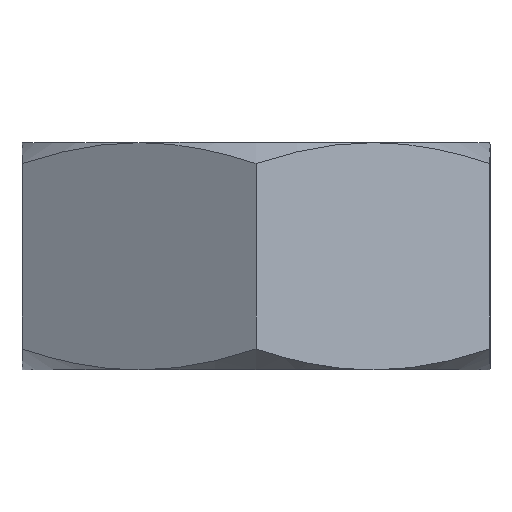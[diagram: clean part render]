
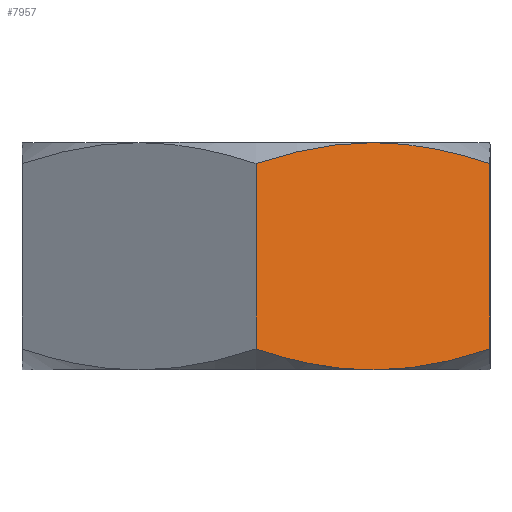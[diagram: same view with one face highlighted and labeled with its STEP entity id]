
A CAD part, front view. The second image highlights one B-rep face of the part: STEP entity #7957.
In plain terms, the highlighted planar face has unit normal (0.5, -0.866, 0).
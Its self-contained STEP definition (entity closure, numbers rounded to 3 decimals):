
#75 = CARTESIAN_POINT ( 'NONE',  ( 35., -20.207, 30.874 ) ) ;
#172 = CARTESIAN_POINT ( 'NONE',  ( 0., -40.415, 30.874 ) ) ;
#247 = CARTESIAN_POINT ( 'NONE',  ( 17.5, -30.311, 0. ) ) ;
#255 = CARTESIAN_POINT ( 'NONE',  ( 0., -40.415, 3.126 ) ) ;
#274 = CARTESIAN_POINT ( 'NONE',  ( 35., -20.207, 3.126 ) ) ;
#1605 = LINE ( 'NONE', #8943, #1606 ) ;
#1606 = VECTOR ( 'NONE', #8934, 1000. ) ;
#2241 = PLANE ( 'NONE',  #11457 ) ;
#2243 = CARTESIAN_POINT ( 'NONE',  ( 0., -40.415, 0. ) ) ;
#2244 = DIRECTION ( 'NONE',  ( 0.5, -0.866, 0. ) ) ;
#2246 = DIRECTION ( 'NONE',  ( 0.866, 0.5, 0. ) ) ;
#2706 = ORIENTED_EDGE ( 'NONE', *, *, #5839, .T. ) ;
#2776 = EDGE_LOOP ( 'NONE', ( #2706, #3084, #2929, #2936, #3050, #2925 ) ) ;
#2925 = ORIENTED_EDGE ( 'NONE', *, *, #5683, .T. ) ;
#2929 = ORIENTED_EDGE ( 'NONE', *, *, #5615, .F. ) ;
#2936 = ORIENTED_EDGE ( 'NONE', *, *, #5661, .T. ) ;
#3050 = ORIENTED_EDGE ( 'NONE', *, *, #5742, .T. ) ;
#3084 = ORIENTED_EDGE ( 'NONE', *, *, #5672, .T. ) ;
#5033 = VERTEX_POINT ( 'NONE', #8825 ) ;
#5615 = EDGE_CURVE ( 'NONE', #9652, #9495, #5946, .T. ) ;
#5661 = EDGE_CURVE ( 'NONE', #9652, #9642, #13800, .T. ) ;
#5672 = EDGE_CURVE ( 'NONE', #5033, #9495, #14044, .T. ) ;
#5683 = EDGE_CURVE ( 'NONE', #9693, #9366, #1605, .T. ) ;
#5742 = EDGE_CURVE ( 'NONE', #9642, #9693, #13861, .T. ) ;
#5839 = EDGE_CURVE ( 'NONE', #9366, #5033, #14099, .T. ) ;
#5946 = LINE ( 'NONE', #10783, #5947 ) ;
#5947 = VECTOR ( 'NONE', #10785, 1000. ) ;
#7547 = CARTESIAN_POINT ( 'NONE',  ( 17.5, -30.311, 0. ) ) ;
#7563 = CARTESIAN_POINT ( 'NONE',  ( 25.622, -25.622, 0. ) ) ;
#7579 = CARTESIAN_POINT ( 'NONE',  ( 35., -20.207, 3.126 ) ) ;
#7957 = ADVANCED_FACE ( 'NONE', ( #8496 ), #2241, .T. ) ;
#8496 = FACE_OUTER_BOUND ( 'NONE', #2776, .T. ) ;
#8825 = CARTESIAN_POINT ( 'NONE',  ( 17.5, -30.311, 34. ) ) ;
#8934 = DIRECTION ( 'NONE',  ( 0., 0., 1. ) ) ;
#8943 = CARTESIAN_POINT ( 'NONE',  ( 35., -20.207, 0. ) ) ;
#9026 = CARTESIAN_POINT ( 'NONE',  ( 17.5, -30.311, 34. ) ) ;
#9027 = CARTESIAN_POINT ( 'NONE',  ( 9.378, -35., 34. ) ) ;
#9028 = CARTESIAN_POINT ( 'NONE',  ( 0., -40.415, 30.874 ) ) ;
#9366 = VERTEX_POINT ( 'NONE', #75 ) ;
#9495 = VERTEX_POINT ( 'NONE', #172 ) ;
#9642 = VERTEX_POINT ( 'NONE', #247 ) ;
#9652 = VERTEX_POINT ( 'NONE', #255 ) ;
#9693 = VERTEX_POINT ( 'NONE', #274 ) ;
#10585 = CARTESIAN_POINT ( 'NONE',  ( 17.5, -30.311, 0. ) ) ;
#10612 = CARTESIAN_POINT ( 'NONE',  ( 9.378, -35., 0. ) ) ;
#10783 = CARTESIAN_POINT ( 'NONE',  ( 0., -40.415, 0. ) ) ;
#10785 = DIRECTION ( 'NONE',  ( 0., 0., 1. ) ) ;
#10834 = CARTESIAN_POINT ( 'NONE',  ( 0., -40.415, 3.126 ) ) ;
#11125 = CARTESIAN_POINT ( 'NONE',  ( 17.5, -30.311, 34. ) ) ;
#11126 = CARTESIAN_POINT ( 'NONE',  ( 25.622, -25.622, 34. ) ) ;
#11127 = CARTESIAN_POINT ( 'NONE',  ( 35., -20.207, 30.874 ) ) ;
#11457 = AXIS2_PLACEMENT_3D ( 'NONE', #2243, #2244, #2246 ) ;
#13800 =( BOUNDED_CURVE ( )  B_SPLINE_CURVE ( 2, ( #10834, #10612, #10585 ),
 .UNSPECIFIED., .F., .F. ) 
 B_SPLINE_CURVE_WITH_KNOTS ( ( 3, 3 ),
 ( 1.739, 4.063 ),
 .UNSPECIFIED. ) 
 CURVE ( )  GEOMETRIC_REPRESENTATION_ITEM ( )  RATIONAL_B_SPLINE_CURVE ( ( 1.058, 1.068, 1. ) ) 
 REPRESENTATION_ITEM ( '' )  );
#13861 =( BOUNDED_CURVE ( )  B_SPLINE_CURVE ( 2, ( #7547, #7563, #7579 ),
 .UNSPECIFIED., .F., .F. ) 
 B_SPLINE_CURVE_WITH_KNOTS ( ( 3, 3 ),
 ( 4.063, 6.387 ),
 .UNSPECIFIED. ) 
 CURVE ( )  GEOMETRIC_REPRESENTATION_ITEM ( )  RATIONAL_B_SPLINE_CURVE ( ( 1., 1.068, 1.058 ) ) 
 REPRESENTATION_ITEM ( '' )  );
#14044 =( BOUNDED_CURVE ( )  B_SPLINE_CURVE ( 2, ( #9026, #9027, #9028 ),
 .UNSPECIFIED., .F., .F. ) 
 B_SPLINE_CURVE_WITH_KNOTS ( ( 3, 3 ),
 ( 4.063, 6.387 ),
 .UNSPECIFIED. ) 
 CURVE ( )  GEOMETRIC_REPRESENTATION_ITEM ( )  RATIONAL_B_SPLINE_CURVE ( ( 1., 1.068, 1.058 ) ) 
 REPRESENTATION_ITEM ( '' )  );
#14099 =( BOUNDED_CURVE ( )  B_SPLINE_CURVE ( 2, ( #11127, #11126, #11125 ),
 .UNSPECIFIED., .F., .F. ) 
 B_SPLINE_CURVE_WITH_KNOTS ( ( 3, 3 ),
 ( 1.739, 4.063 ),
 .UNSPECIFIED. ) 
 CURVE ( )  GEOMETRIC_REPRESENTATION_ITEM ( )  RATIONAL_B_SPLINE_CURVE ( ( 1.058, 1.068, 1. ) ) 
 REPRESENTATION_ITEM ( '' )  );
